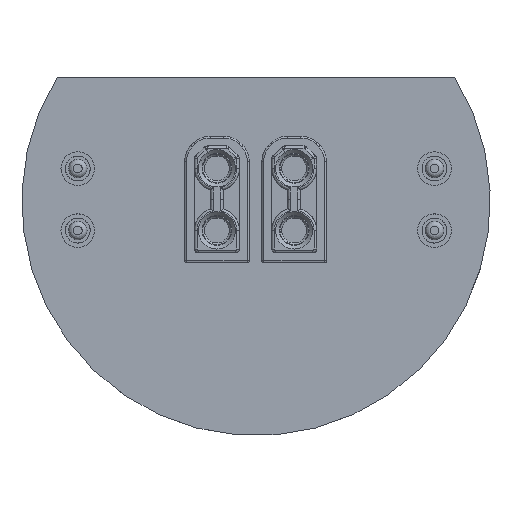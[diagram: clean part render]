
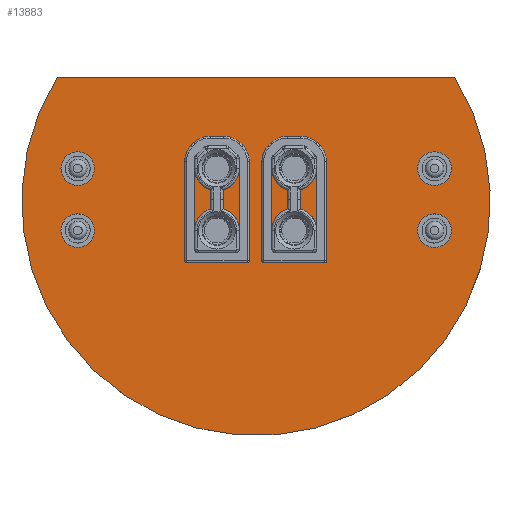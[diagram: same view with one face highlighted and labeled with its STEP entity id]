
A CAD part, top view. The second image highlights one B-rep face of the part: STEP entity #13883.
In plain terms, the highlighted planar face has unit normal (0, 0, 1).
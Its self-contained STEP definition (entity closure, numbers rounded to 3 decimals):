
#13728 = VERTEX_POINT('',#13729);
#13729 = CARTESIAN_POINT('',(15.998,14.438,1.6));
#13735 = EDGE_CURVE('',#13728,#13736,#13738,.T.);
#13736 = VERTEX_POINT('',#13737);
#13737 = CARTESIAN_POINT('',(-16.011,14.417,1.6));
#13738 = CIRCLE('',#13739,18.87);
#13739 = AXIS2_PLACEMENT_3D('',#13740,#13741,#13742);
#13740 = CARTESIAN_POINT('',(0.,4.432,1.6));
#13741 = DIRECTION('',(0.,0.,-1.));
#13742 = DIRECTION('',(0.848,0.53,0.));
#13768 = EDGE_CURVE('',#13736,#13728,#13769,.T.);
#13769 = LINE('',#13770,#13771);
#13770 = CARTESIAN_POINT('',(-16.011,14.417,1.6));
#13771 = VECTOR('',#13772,1.);
#13772 = DIRECTION('',(1.,0.001,0.));
#13883 = ADVANCED_FACE('',(#13884,#13888,#13899,#13910,#13921,#13932,
    #13943,#13954,#13965),#13976,.T.);
#13884 = FACE_BOUND('',#13885,.T.);
#13885 = EDGE_LOOP('',(#13886,#13887));
#13886 = ORIENTED_EDGE('',*,*,#13735,.F.);
#13887 = ORIENTED_EDGE('',*,*,#13768,.F.);
#13888 = FACE_BOUND('',#13889,.T.);
#13889 = EDGE_LOOP('',(#13890));
#13890 = ORIENTED_EDGE('',*,*,#13891,.T.);
#13891 = EDGE_CURVE('',#13892,#13892,#13894,.T.);
#13892 = VERTEX_POINT('',#13893);
#13893 = CARTESIAN_POINT('',(-14.358,0.728,1.6));
#13894 = CIRCLE('',#13895,1.35);
#13895 = AXIS2_PLACEMENT_3D('',#13896,#13897,#13898);
#13896 = CARTESIAN_POINT('',(-14.358,2.078,1.6));
#13897 = DIRECTION('',(-0.,0.,-1.));
#13898 = DIRECTION('',(-0.,-1.,0.));
#13899 = FACE_BOUND('',#13900,.T.);
#13900 = EDGE_LOOP('',(#13901));
#13901 = ORIENTED_EDGE('',*,*,#13902,.T.);
#13902 = EDGE_CURVE('',#13903,#13903,#13905,.T.);
#13903 = VERTEX_POINT('',#13904);
#13904 = CARTESIAN_POINT('',(-3.149,0.728,1.6));
#13905 = CIRCLE('',#13906,1.35);
#13906 = AXIS2_PLACEMENT_3D('',#13907,#13908,#13909);
#13907 = CARTESIAN_POINT('',(-3.149,2.078,1.6));
#13908 = DIRECTION('',(-0.,0.,-1.));
#13909 = DIRECTION('',(-0.,-1.,0.));
#13910 = FACE_BOUND('',#13911,.T.);
#13911 = EDGE_LOOP('',(#13912));
#13912 = ORIENTED_EDGE('',*,*,#13913,.T.);
#13913 = EDGE_CURVE('',#13914,#13914,#13916,.T.);
#13914 = VERTEX_POINT('',#13915);
#13915 = CARTESIAN_POINT('',(3.074,0.728,1.6));
#13916 = CIRCLE('',#13917,1.35);
#13917 = AXIS2_PLACEMENT_3D('',#13918,#13919,#13920);
#13918 = CARTESIAN_POINT('',(3.074,2.078,1.6));
#13919 = DIRECTION('',(-0.,0.,-1.));
#13920 = DIRECTION('',(0.,-1.,0.));
#13921 = FACE_BOUND('',#13922,.T.);
#13922 = EDGE_LOOP('',(#13923));
#13923 = ORIENTED_EDGE('',*,*,#13924,.T.);
#13924 = EDGE_CURVE('',#13925,#13925,#13927,.T.);
#13925 = VERTEX_POINT('',#13926);
#13926 = CARTESIAN_POINT('',(14.377,0.728,1.6));
#13927 = CIRCLE('',#13928,1.35);
#13928 = AXIS2_PLACEMENT_3D('',#13929,#13930,#13931);
#13929 = CARTESIAN_POINT('',(14.377,2.078,1.6));
#13930 = DIRECTION('',(-0.,0.,-1.));
#13931 = DIRECTION('',(0.,-1.,-0.));
#13932 = FACE_BOUND('',#13933,.T.);
#13933 = EDGE_LOOP('',(#13934));
#13934 = ORIENTED_EDGE('',*,*,#13935,.T.);
#13935 = EDGE_CURVE('',#13936,#13936,#13938,.T.);
#13936 = VERTEX_POINT('',#13937);
#13937 = CARTESIAN_POINT('',(-14.358,5.728,1.6));
#13938 = CIRCLE('',#13939,1.35);
#13939 = AXIS2_PLACEMENT_3D('',#13940,#13941,#13942);
#13940 = CARTESIAN_POINT('',(-14.358,7.078,1.6));
#13941 = DIRECTION('',(-0.,0.,-1.));
#13942 = DIRECTION('',(-0.,-1.,0.));
#13943 = FACE_BOUND('',#13944,.T.);
#13944 = EDGE_LOOP('',(#13945));
#13945 = ORIENTED_EDGE('',*,*,#13946,.T.);
#13946 = EDGE_CURVE('',#13947,#13947,#13949,.T.);
#13947 = VERTEX_POINT('',#13948);
#13948 = CARTESIAN_POINT('',(-3.149,5.728,1.6));
#13949 = CIRCLE('',#13950,1.35);
#13950 = AXIS2_PLACEMENT_3D('',#13951,#13952,#13953);
#13951 = CARTESIAN_POINT('',(-3.149,7.078,1.6));
#13952 = DIRECTION('',(-0.,0.,-1.));
#13953 = DIRECTION('',(-0.,-1.,0.));
#13954 = FACE_BOUND('',#13955,.T.);
#13955 = EDGE_LOOP('',(#13956));
#13956 = ORIENTED_EDGE('',*,*,#13957,.T.);
#13957 = EDGE_CURVE('',#13958,#13958,#13960,.T.);
#13958 = VERTEX_POINT('',#13959);
#13959 = CARTESIAN_POINT('',(3.074,5.728,1.6));
#13960 = CIRCLE('',#13961,1.35);
#13961 = AXIS2_PLACEMENT_3D('',#13962,#13963,#13964);
#13962 = CARTESIAN_POINT('',(3.074,7.078,1.6));
#13963 = DIRECTION('',(-0.,0.,-1.));
#13964 = DIRECTION('',(-0.,-1.,0.));
#13965 = FACE_BOUND('',#13966,.T.);
#13966 = EDGE_LOOP('',(#13967));
#13967 = ORIENTED_EDGE('',*,*,#13968,.T.);
#13968 = EDGE_CURVE('',#13969,#13969,#13971,.T.);
#13969 = VERTEX_POINT('',#13970);
#13970 = CARTESIAN_POINT('',(14.377,5.728,1.6));
#13971 = CIRCLE('',#13972,1.35);
#13972 = AXIS2_PLACEMENT_3D('',#13973,#13974,#13975);
#13973 = CARTESIAN_POINT('',(14.377,7.078,1.6));
#13974 = DIRECTION('',(-0.,0.,-1.));
#13975 = DIRECTION('',(0.,-1.,-0.));
#13976 = PLANE('',#13977);
#13977 = AXIS2_PLACEMENT_3D('',#13978,#13979,#13980);
#13978 = CARTESIAN_POINT('',(0.,0.,1.6));
#13979 = DIRECTION('',(0.,0.,1.));
#13980 = DIRECTION('',(1.,0.,-0.));
